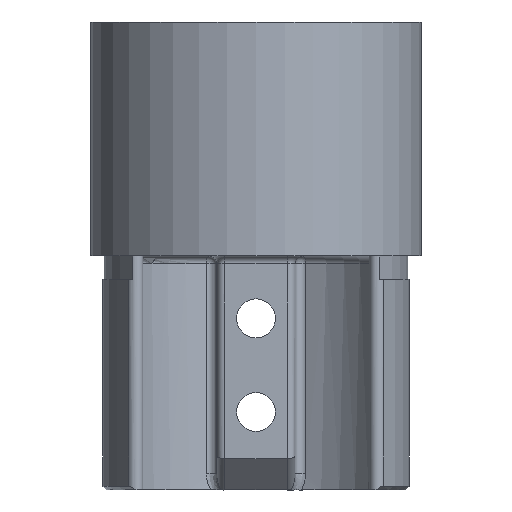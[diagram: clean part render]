
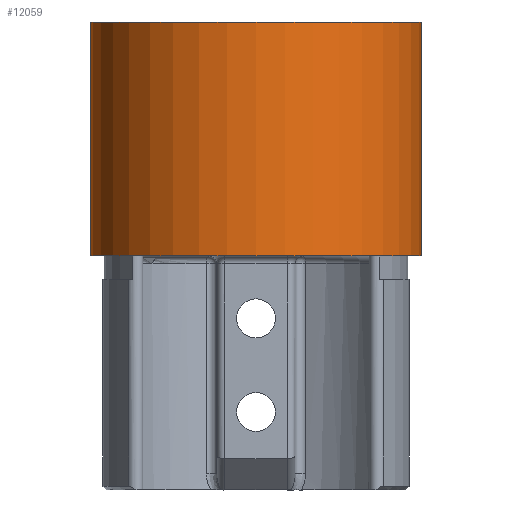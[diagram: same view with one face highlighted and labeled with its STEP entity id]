
A CAD part, front view. The second image highlights one B-rep face of the part: STEP entity #12059.
In plain terms, the highlighted cylindrical face has radius 21.2 mm (diameter 42.4 mm), a partial arc.
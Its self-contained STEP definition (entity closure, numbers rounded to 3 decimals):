
#710 = VERTEX_POINT ( 'NONE', #23706 ) ;
#787 = VERTEX_POINT ( 'NONE', #12020 ) ;
#855 = CARTESIAN_POINT ( 'NONE',  ( 21.2, 0., 15. ) ) ;
#1082 = VERTEX_POINT ( 'NONE', #9063 ) ;
#1371 = CARTESIAN_POINT ( 'NONE',  ( 21.2, 0., 15. ) ) ;
#1500 = FACE_OUTER_BOUND ( 'NONE', #12910, .T. ) ;
#1735 = DIRECTION ( 'NONE',  ( 1., 0., 0. ) ) ;
#4021 = LINE ( 'NONE', #18823, #19753 ) ;
#4808 = VERTEX_POINT ( 'NONE', #855 ) ;
#5330 = DIRECTION ( 'NONE',  ( 0., 0., -1. ) ) ;
#6497 = DIRECTION ( 'NONE',  ( -1., 0., 0. ) ) ;
#6848 = AXIS2_PLACEMENT_3D ( 'NONE', #17691, #17433, #1735 ) ;
#8189 = VECTOR ( 'NONE', #5330, 1000. ) ;
#9063 = CARTESIAN_POINT ( 'NONE',  ( -21.2, 0., -15. ) ) ;
#9867 = CARTESIAN_POINT ( 'NONE',  ( 0., 0., -15. ) ) ;
#10856 = EDGE_CURVE ( 'NONE', #710, #1082, #4021, .T. ) ;
#12020 = CARTESIAN_POINT ( 'NONE',  ( 21.2, 0., -15. ) ) ;
#12059 = ADVANCED_FACE ( 'NONE', ( #1500 ), #24081, .T. ) ;
#12373 = AXIS2_PLACEMENT_3D ( 'NONE', #21732, #24242, #6497 ) ;
#12713 = AXIS2_PLACEMENT_3D ( 'NONE', #9867, #15466, #23351 ) ;
#12910 = EDGE_LOOP ( 'NONE', ( #23517, #18487, #16266, #19094 ) ) ;
#12959 = EDGE_CURVE ( 'NONE', #1082, #787, #15371, .T. ) ;
#15371 = CIRCLE ( 'NONE', #12713, 21.2 ) ;
#15466 = DIRECTION ( 'NONE',  ( 0., 0., 1. ) ) ;
#16266 = ORIENTED_EDGE ( 'NONE', *, *, #10856, .T. ) ;
#16966 = EDGE_CURVE ( 'NONE', #4808, #787, #18684, .T. ) ;
#17433 = DIRECTION ( 'NONE',  ( 0., 0., 1. ) ) ;
#17691 = CARTESIAN_POINT ( 'NONE',  ( 0., 0., 15. ) ) ;
#18487 = ORIENTED_EDGE ( 'NONE', *, *, #23271, .F. ) ;
#18684 = LINE ( 'NONE', #1371, #8189 ) ;
#18823 = CARTESIAN_POINT ( 'NONE',  ( -21.2, 0., 15. ) ) ;
#19094 = ORIENTED_EDGE ( 'NONE', *, *, #12959, .T. ) ;
#19753 = VECTOR ( 'NONE', #22740, 1000. ) ;
#21732 = CARTESIAN_POINT ( 'NONE',  ( 0., 0., 15. ) ) ;
#22740 = DIRECTION ( 'NONE',  ( 0., 0., -1. ) ) ;
#23271 = EDGE_CURVE ( 'NONE', #710, #4808, #24278, .T. ) ;
#23351 = DIRECTION ( 'NONE',  ( 1., 0., 0. ) ) ;
#23517 = ORIENTED_EDGE ( 'NONE', *, *, #16966, .F. ) ;
#23706 = CARTESIAN_POINT ( 'NONE',  ( -21.2, 0., 15. ) ) ;
#24081 = CYLINDRICAL_SURFACE ( 'NONE', #12373, 21.2 ) ;
#24242 = DIRECTION ( 'NONE',  ( 0., 0., -1. ) ) ;
#24278 = CIRCLE ( 'NONE', #6848, 21.2 ) ;
